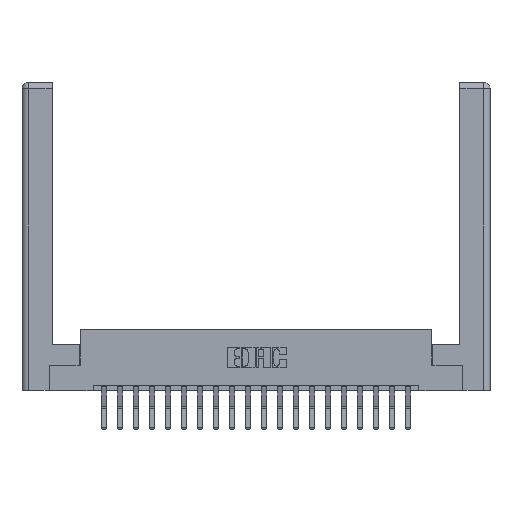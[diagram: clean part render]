
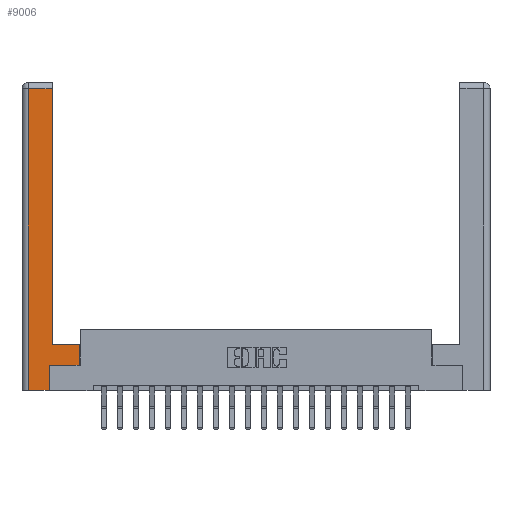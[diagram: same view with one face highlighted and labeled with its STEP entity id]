
A CAD part, top view. The second image highlights one B-rep face of the part: STEP entity #9006.
In plain terms, the highlighted planar face has unit normal (0, 0, 1).
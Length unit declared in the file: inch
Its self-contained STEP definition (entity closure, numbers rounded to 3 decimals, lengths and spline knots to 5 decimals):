
#12 = CARTESIAN_POINT ( 'NONE',  ( 0.565, 0.245, 0. ) ) ;
#246 = ORIENTED_EDGE ( 'NONE', *, *, #13581, .T. ) ;
#604 = CARTESIAN_POINT ( 'NONE',  ( 0.565, 0.245, 0. ) ) ;
#880 = VECTOR ( 'NONE', #2683, 39.37008 ) ;
#1555 = LINE ( 'NONE', #12, #18416 ) ;
#1595 = DIRECTION ( 'NONE',  ( 1., 0., 0. ) ) ;
#1616 = EDGE_CURVE ( 'NONE', #9115, #14183, #5189, .T. ) ;
#2400 = VECTOR ( 'NONE', #19269, 39.37008 ) ;
#2593 = VERTEX_POINT ( 'NONE', #3324 ) ;
#2683 = DIRECTION ( 'NONE',  ( -1., 0., 0. ) ) ;
#2875 = DIRECTION ( 'NONE',  ( 0., 0., -1. ) ) ;
#2943 = CARTESIAN_POINT ( 'NONE',  ( 0.265, 0.245, 0. ) ) ;
#3009 = EDGE_CURVE ( 'NONE', #14183, #13189, #9479, .T. ) ;
#3324 = CARTESIAN_POINT ( 'NONE',  ( 0.265, 0.245, 0. ) ) ;
#3505 = LINE ( 'NONE', #2943, #14508 ) ;
#3656 = EDGE_CURVE ( 'NONE', #4031, #13683, #5357, .T. ) ;
#4031 = VERTEX_POINT ( 'NONE', #7275 ) ;
#4813 = CARTESIAN_POINT ( 'NONE',  ( 0.565, 0.45, 0. ) ) ;
#5189 = LINE ( 'NONE', #7514, #880 ) ;
#5357 = LINE ( 'NONE', #12146, #17894 ) ;
#6050 = EDGE_CURVE ( 'NONE', #13189, #16553, #11562, .T. ) ;
#7132 = DIRECTION ( 'NONE',  ( 0., 1., 0. ) ) ;
#7275 = CARTESIAN_POINT ( 'NONE',  ( 0.0615, 0., 0. ) ) ;
#7514 = CARTESIAN_POINT ( 'NONE',  ( 0.295, 0.45, 0. ) ) ;
#7968 = LINE ( 'NONE', #10930, #2400 ) ;
#8346 = CARTESIAN_POINT ( 'NONE',  ( 0.295, 0.45, 0. ) ) ;
#8428 = CARTESIAN_POINT ( 'NONE',  ( 0.0615, 2.94, 0. ) ) ;
#8584 = ORIENTED_EDGE ( 'NONE', *, *, #9721, .T. ) ;
#8958 = VECTOR ( 'NONE', #7132, 39.37008 ) ;
#9006 = ADVANCED_FACE ( 'NONE', ( #11412 ), #16175, .F. ) ;
#9115 = VERTEX_POINT ( 'NONE', #4813 ) ;
#9479 = LINE ( 'NONE', #18492, #8958 ) ;
#9505 = DIRECTION ( 'NONE',  ( 0., 1., 0. ) ) ;
#9530 = VECTOR ( 'NONE', #19689, 39.37008 ) ;
#9721 = EDGE_CURVE ( 'NONE', #13683, #2593, #3505, .T. ) ;
#10159 = ORIENTED_EDGE ( 'NONE', *, *, #3009, .T. ) ;
#10250 = ORIENTED_EDGE ( 'NONE', *, *, #12770, .T. ) ;
#10282 = CARTESIAN_POINT ( 'NONE',  ( 0.0615, 2.94, 0. ) ) ;
#10524 = AXIS2_PLACEMENT_3D ( 'NONE', #19194, #2875, #11126 ) ;
#10546 = CARTESIAN_POINT ( 'NONE',  ( 0.0615, 0., 0. ) ) ;
#10930 = CARTESIAN_POINT ( 'NONE',  ( 0.565, 0.45, 0. ) ) ;
#11126 = DIRECTION ( 'NONE',  ( -1., 0., 0. ) ) ;
#11412 = FACE_OUTER_BOUND ( 'NONE', #12617, .T. ) ;
#11511 = CARTESIAN_POINT ( 'NONE',  ( 0.295, 2.94, 0. ) ) ;
#11562 = LINE ( 'NONE', #8428, #9530 ) ;
#12146 = CARTESIAN_POINT ( 'NONE',  ( 0.265, 0., 0. ) ) ;
#12617 = EDGE_LOOP ( 'NONE', ( #10159, #15989, #10250, #18197, #8584, #13894, #246, #18217 ) ) ;
#12770 = EDGE_CURVE ( 'NONE', #16553, #4031, #17700, .T. ) ;
#13189 = VERTEX_POINT ( 'NONE', #11511 ) ;
#13581 = EDGE_CURVE ( 'NONE', #19804, #9115, #7968, .T. ) ;
#13683 = VERTEX_POINT ( 'NONE', #20697 ) ;
#13894 = ORIENTED_EDGE ( 'NONE', *, *, #17194, .T. ) ;
#14183 = VERTEX_POINT ( 'NONE', #8346 ) ;
#14508 = VECTOR ( 'NONE', #9505, 39.37008 ) ;
#15622 = DIRECTION ( 'NONE',  ( 1., 0., 0. ) ) ;
#15989 = ORIENTED_EDGE ( 'NONE', *, *, #6050, .T. ) ;
#16175 = PLANE ( 'NONE',  #10524 ) ;
#16553 = VERTEX_POINT ( 'NONE', #10282 ) ;
#17194 = EDGE_CURVE ( 'NONE', #2593, #19804, #1555, .T. ) ;
#17276 = DIRECTION ( 'NONE',  ( 0., -1., 0. ) ) ;
#17700 = LINE ( 'NONE', #10546, #19441 ) ;
#17894 = VECTOR ( 'NONE', #15622, 39.37008 ) ;
#18197 = ORIENTED_EDGE ( 'NONE', *, *, #3656, .T. ) ;
#18217 = ORIENTED_EDGE ( 'NONE', *, *, #1616, .T. ) ;
#18416 = VECTOR ( 'NONE', #1595, 39.37008 ) ;
#18492 = CARTESIAN_POINT ( 'NONE',  ( 0.295, 3., 0. ) ) ;
#19194 = CARTESIAN_POINT ( 'NONE',  ( 0., 0., 0. ) ) ;
#19269 = DIRECTION ( 'NONE',  ( 0., 1., 0. ) ) ;
#19441 = VECTOR ( 'NONE', #17276, 39.37008 ) ;
#19689 = DIRECTION ( 'NONE',  ( -1., 0., 0. ) ) ;
#19804 = VERTEX_POINT ( 'NONE', #604 ) ;
#20697 = CARTESIAN_POINT ( 'NONE',  ( 0.265, 0., 0. ) ) ;
